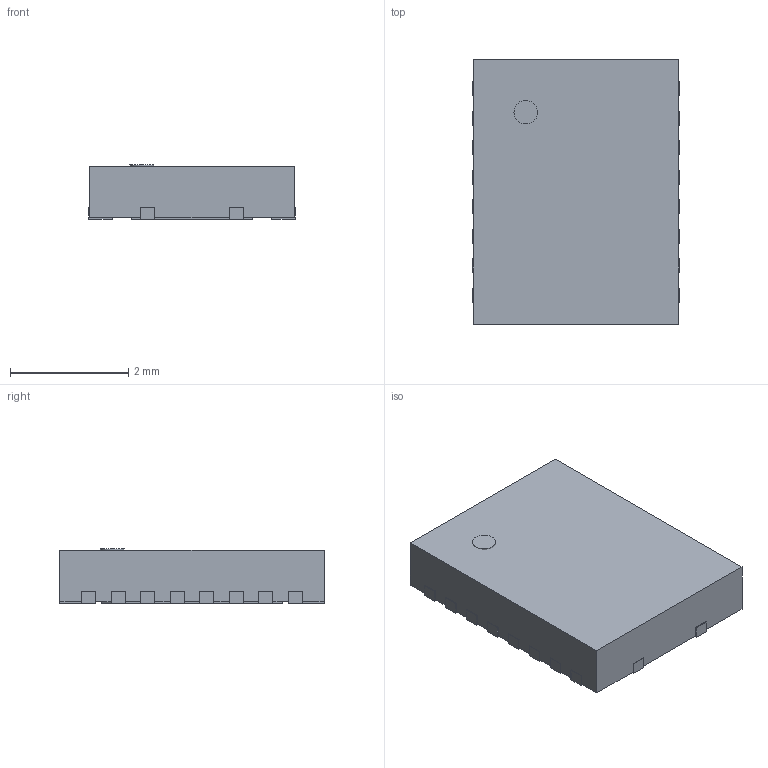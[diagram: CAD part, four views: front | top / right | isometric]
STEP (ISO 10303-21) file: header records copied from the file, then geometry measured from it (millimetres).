
FILE_DESCRIPTION(/* description */ ('model of Texas_RGY_R-PVQFN-N20_EP2.05x3.05mm'),/* implementation_level */ '2;1');
FILE_NAME(/* name */ 'Texas_RGY_R-PVQFN-N20_EP2.05x3.05mm.step',/* time_stamp */ '2023-05-07T23:43:55',/* author */ ('KiCAD','kicad'),/* organization */ ('OCCT'),/* preprocessor_version */ '',/* originating_system */ 'KiCAD',/* authorisation */ '');
FILE_SCHEMA(('AUTOMOTIVE_DESIGN { 1 0 10303 214 1 1 1 1 }'));
Length unit declared in the file: millimetre
Products named in the file (8): CQ assembly; 43e594cc-ed20-11ed-b06b-f76ff2fea4fd; 43e594cd-ed20-11ed-b06b-f76ff2fea4fd; 43e594cd-ed20-11ed-b06b-f76ff2fea4fd_part; 43e594ce-ed20-11ed-b06b-f76ff2fea4fd; 43e594ce-ed20-11ed-b06b-f76ff2fea4fd_part; 43e594cf-ed20-11ed-b06b-f76ff2fea4fd; 43e594cf-ed20-11ed-b06b-f76ff2fea4fd_part
Assembly tree (7 placements, depth 4):
  CQ assembly
    43e594cc-ed20-11ed-b06b-f76ff2fea4fd
      43e594cd-ed20-11ed-b06b-f76ff2fea4fd
        43e594cd-ed20-11ed-b06b-f76ff2fea4fd_part
      43e594ce-ed20-11ed-b06b-f76ff2fea4fd
        43e594ce-ed20-11ed-b06b-f76ff2fea4fd_part
      43e594cf-ed20-11ed-b06b-f76ff2fea4fd
        43e594cf-ed20-11ed-b06b-f76ff2fea4fd_part
Bounding box: 3.5 x 4.5 x 0.92 mm (x, y, z)
Volume: 13.8 mm3; surface area: 69.9 mm2
Topology: 23 solids, 23 shells, 222 faces, 525 edges, 350 vertices
Faces by surface type: plane 221, cylinder 1
Full cylindrical faces by diameter (mm): 0.4 x1
Entity records: 6510 total; most frequent: CARTESIAN_POINT 1105, ORIENTED_EDGE 1050, DIRECTION 987, EDGE_CURVE 525, LINE 523, VECTOR 523, VERTEX_POINT 350, AXIS2_PLACEMENT_3D 232
